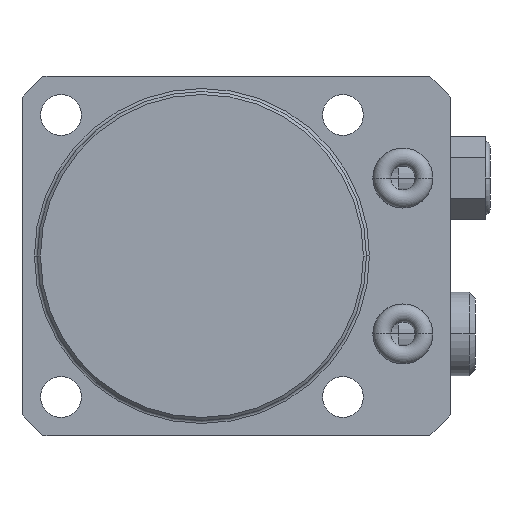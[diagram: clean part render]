
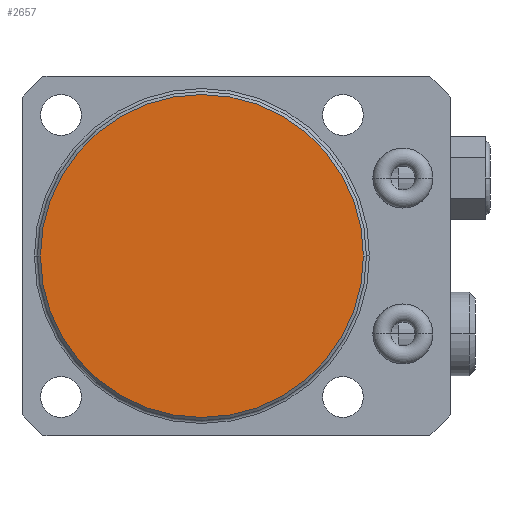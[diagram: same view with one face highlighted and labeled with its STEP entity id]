
A CAD part, front view. The second image highlights one B-rep face of the part: STEP entity #2657.
In plain terms, the highlighted planar face has unit normal (0, -1, 0).
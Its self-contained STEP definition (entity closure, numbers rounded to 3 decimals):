
#241=CARTESIAN_POINT('',(0.,-46.5,
0.));
#242=DIRECTION('',(0.,-1.,0.));
#243=DIRECTION('',(-1.,0.,0.));
#244=AXIS2_PLACEMENT_3D('',#241,#242,#243);
#249=CARTESIAN_POINT('',(0.,-46.5,
0.));
#250=DIRECTION('',(0.,-1.,0.));
#251=DIRECTION('',(1.,0.,0.));
#252=AXIS2_PLACEMENT_3D('',#249,#250,#251);
#2346=CARTESIAN_POINT('',(-26.925,-46.5,0.));
#2347=CARTESIAN_POINT('',(26.925,-46.5,0.));
#2348=VERTEX_POINT('',#2346);
#2349=VERTEX_POINT('',#2347);
#2647=CARTESIAN_POINT('',(0.,-46.5,0.));
#2648=DIRECTION('',(0.,1.,0.));
#2649=DIRECTION('',(1.,0.,0.));
#2650=AXIS2_PLACEMENT_3D('',#2647,#2648,#2649);
#2651=PLANE('',#2650);
#2652=ORIENTED_EDGE('',*,*,#2637,.F.);
#2654=ORIENTED_EDGE('',*,*,#2653,.F.);
#2655=EDGE_LOOP('',(#2652,#2654));
#2656=FACE_OUTER_BOUND('',#2655,.F.);
#245=CIRCLE('',#244,26.925);
#253=CIRCLE('',#252,26.925);
#2637=EDGE_CURVE('',#2348,#2349,#245,.T.);
#2653=EDGE_CURVE('',#2349,#2348,#253,.T.);
#2657=ADVANCED_FACE('',(#2656),#2651,.F.);
